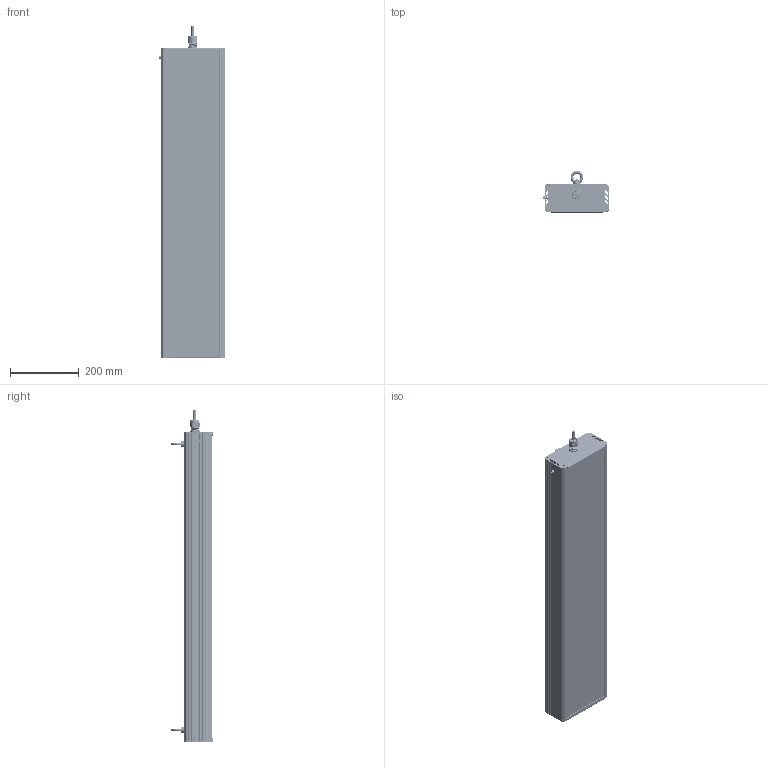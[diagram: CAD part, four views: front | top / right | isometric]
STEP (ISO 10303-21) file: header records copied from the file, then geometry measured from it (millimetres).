
FILE_DESCRIPTION(('STEP AP214'), '1');
FILE_NAME('001.0096.37.000 - ÃÑÏ-Ýêñòðà-Îïòèê-2Åõ-180', '', ('UNSPECIFIED'), ('UNSPECIFIED'), 'C3D Converter', 'C3D Toolkit', '');
FILE_SCHEMA(('AUTOMOTIVE_DESIGN { 1 0 10303 214 3 1 1}'));
Length unit declared in the file: millimetre
Products named in the file (29): 001.0096.37.000; 001.0065.02.000
Assembly tree (68 placements, depth 4):
  001.0096.37.000
    (unnamed)
      (unnamed)
      (unnamed)
      (unnamed)
      (unnamed)
      (unnamed)
      (unnamed)
      (unnamed)
      (unnamed)  x6
      (unnamed)  x6
      (unnamed)
      (unnamed)
      (unnamed)  x18
        (unnamed)
        (unnamed)
        (unnamed)
        (unnamed)
        (unnamed)
        (unnamed)
        (unnamed)
        (unnamed)
        (unnamed)
        (unnamed)
      (unnamed)
        (unnamed)
    001.0065.02.000  x2
      (unnamed)
      (unnamed)
Bounding box: 192.43 x 121.59 x 964 mm (x, y, z)
Volume: 2963469.2 mm3; surface area: 2185553.7 mm2
Topology: 621 solids, 621 shells, 7901 faces, 17369 edges, 11562 vertices
Faces by surface type: plane 5788, cylinder 1700, bspline 299, cone 91, sphere 18, torus 5
Full cylindrical faces by diameter (mm): 1 x18, 2 x36, 2.5 x72, 2.8 x450, 3.2 x18, 3.5 x108, 4 x13, 5 x2, 6 x3, 7 x2, 8 x12, 9 x234, 10 x1, 12.5 x1, 13 x1, 16 x1, 17 x1, 18 x1, 18.5 x1, 19 x1, 20 x1, 21.5 x1, 22 x2, 25.5 x1
Entity records: 82400 total; most frequent: CARTESIAN_POINT 44009, DIRECTION 6680, ORIENTED_EDGE 5678, EDGE_CURVE 2839, AXIS2_PLACEMENT_3D 2386, VERTEX_POINT 1971, LINE 1908, VECTOR 1908
